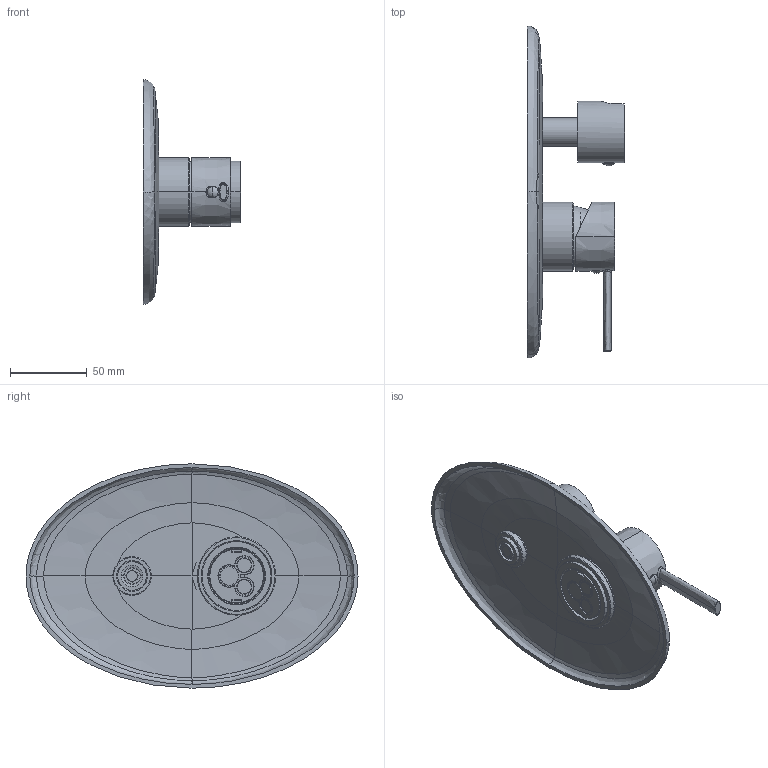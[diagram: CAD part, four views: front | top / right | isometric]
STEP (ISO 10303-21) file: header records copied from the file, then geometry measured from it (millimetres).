
FILE_DESCRIPTION((''),'2;1');
FILE_NAME('BR019CR','2021-11-08T09:20:39',('ut3'),('PAFFONI SpA'),'CREO PARAMETRIC BY PTC INC, 2020044','CREO PARAMETRIC BY PTC INC, 2020044','');
FILE_SCHEMA(('CONFIG_CONTROL_DESIGN','SHAPE_APPEARANCE_LAYERS_GROUPS'));
Products named in the file (1): BR019CR
Bounding box: 63.25 x 216 x 146 mm (x, y, z)
Volume: 142138.7 mm3; surface area: 107867.7 mm2
Topology: 4 solids, 5 shells, 1287 faces, 3423 edges, 2144 vertices
Faces by surface type: plane 718, cylinder 312, torus 114, cone 69, bspline 61, sphere 11, extrusion 2
Entity records: 56133 total; most frequent: CARTESIAN_POINT 15628, ORIENTED_EDGE 6794, DIRECTION 6306, EDGE_CURVE 3397, AXIS2_PLACEMENT_3D 2224, VERTEX_POINT 2144, VECTOR 1858, LINE 1856
